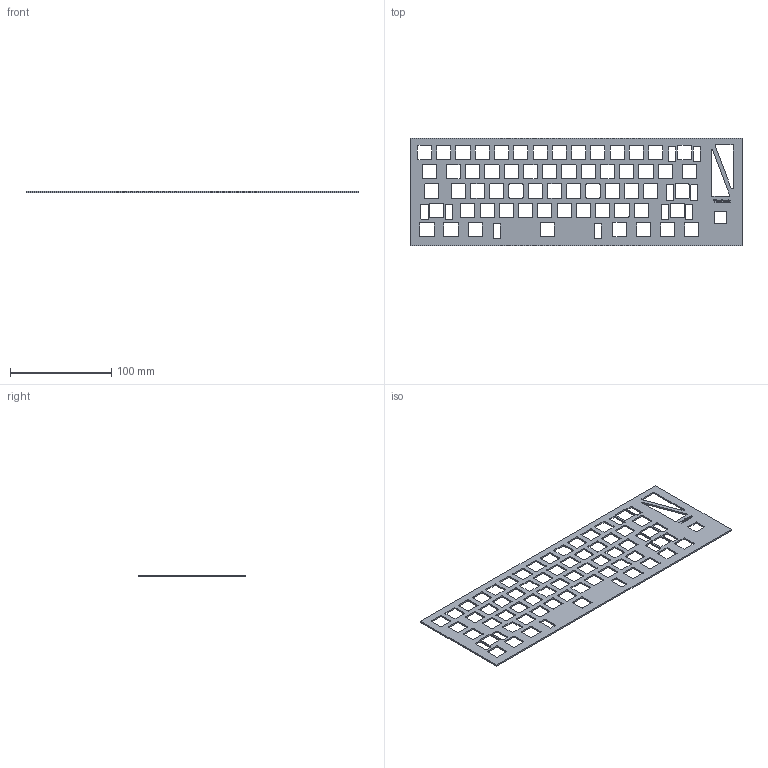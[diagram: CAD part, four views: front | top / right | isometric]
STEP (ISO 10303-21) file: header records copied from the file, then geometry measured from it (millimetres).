
FILE_DESCRIPTION(/* description */ (''),/* implementation_level */ '2;1');
FILE_NAME(/* name */ 'Nap_Pad_top.step',/* time_stamp */ '2025-08-06T17:31:07-04:00',/* author */ (''),/* organization */ (''),/* preprocessor_version */ 'ST-DEVELOPER v20.1',/* originating_system */ 'Autodesk Translation Framework v14.10.0.0',/* authorisation */ '');
FILE_SCHEMA (('AUTOMOTIVE_DESIGN { 1 0 10303 214 3 1 1 }'));
Length unit declared in the file: millimetre
Products named in the file (1): 2025-07-30-02-05-39-966
Bounding box: 328.44 x 106.17 x 1.6 mm (x, y, z)
Volume: 31334.2 mm3; surface area: 49322.3 mm2
Topology: 8 solids, 8 shells, 719 faces, 2109 edges, 1406 vertices
Faces by surface type: plane 361, cylinder 288, bspline 70
Entity records: 24969 total; most frequent: CARTESIAN_POINT 5425, ORIENTED_EDGE 4218, DIRECTION 3845, EDGE_CURVE 2109, VERTEX_POINT 1406, LINE 1393, VECTOR 1393, AXIS2_PLACEMENT_3D 1226
